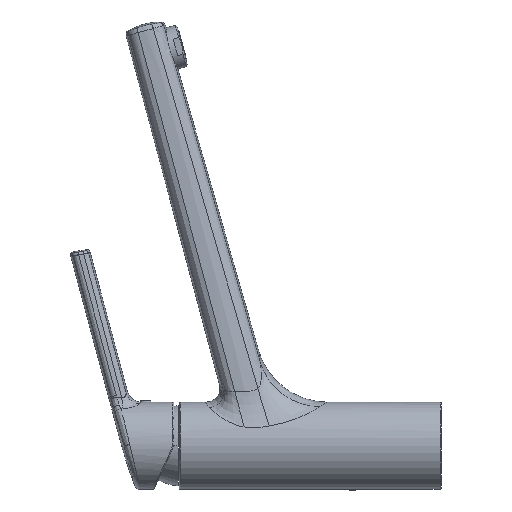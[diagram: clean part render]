
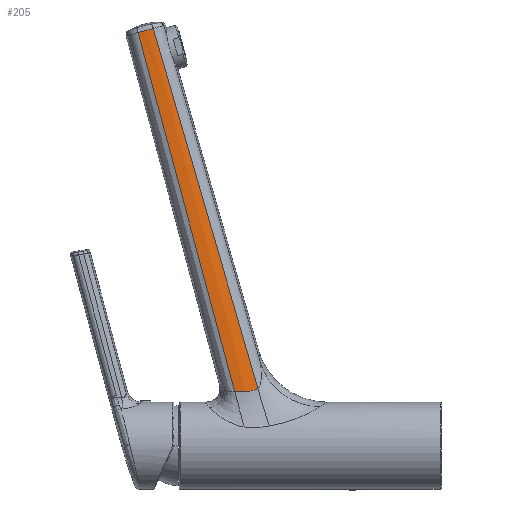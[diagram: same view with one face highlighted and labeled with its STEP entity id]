
A CAD part, left-side view. The second image highlights one B-rep face of the part: STEP entity #205.
In plain terms, the highlighted conical face has half-angle 0.3 degrees and reference radius 35.481 mm.
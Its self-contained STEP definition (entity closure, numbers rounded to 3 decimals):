
#205=ADVANCED_FACE('',(#444),#445,.T.);
#444=FACE_OUTER_BOUND('',#1395,.T.);
#445=CONICAL_SURFACE('',#1396,35.481,0.005);
#1395=EDGE_LOOP('',(#5780,#5781,#5782,#5783));
#1396=AXIS2_PLACEMENT_3D('',#5784,#5785,#5786);
#5780=ORIENTED_EDGE('',*,*,#6703,.T.);
#5781=ORIENTED_EDGE('',*,*,#6726,.F.);
#5782=ORIENTED_EDGE('',*,*,#6756,.F.);
#5783=ORIENTED_EDGE('',*,*,#6757,.T.);
#5784=CARTESIAN_POINT('',(18.25,35.094,131.289));
#5785=DIRECTION('',(-0.0,-0.259,-0.966));
#5786=DIRECTION('',(-1.0,0.0,0.0));
#6703=EDGE_CURVE('',#7219,#7217,#7220,.T.);
#6726=EDGE_CURVE('',#7256,#7217,#7257,.T.);
#6756=EDGE_CURVE('',#7304,#7256,#7307,.T.);
#6757=EDGE_CURVE('',#7304,#7219,#7308,.T.);
#7217=VERTEX_POINT('',#8183);
#7219=VERTEX_POINT('',#8188);
#7220=B_SPLINE_CURVE_WITH_KNOTS('',3,(#8189,#8190,#8191,#8192,#8193,#8194),.UNSPECIFIED.,.F.,.F.,(4,1,1,4),(0.0,0.333,0.667,1.0),.UNSPECIFIED.);
#7256=VERTEX_POINT('',#8612);
#7257=B_SPLINE_CURVE_WITH_KNOTS('',3,(#8613,#8614,#8615,#8616,#8617,#8618,#8619,#8620,#8621,#8622,#8623),.UNSPECIFIED.,.F.,.F.,(4,1,1,1,1,1,1,1,4),(0.0,0.125,0.25,0.375,0.5,0.625,0.75,0.875,1.0),.UNSPECIFIED.);
#7304=VERTEX_POINT('',#8954);
#7307=B_SPLINE_CURVE_WITH_KNOTS('',3,(#8996,#8997,#8998,#8999,#9000,#9001),.UNSPECIFIED.,.F.,.F.,(4,1,1,4),(0.0,0.333,0.667,1.0),.UNSPECIFIED.);
#7308=B_SPLINE_CURVE_WITH_KNOTS('',3,(#9002,#9003,#9004,#9005,#9006,#9007,#9008,#9009,#9010,#9011,#9012,#9013,#9014,#9015,#9016,#9017,#9018,#9019,#9020,#9021,#9022,#9023,#9024,#9025,#9026,#9027,#9028,#9029,#9030),.UNSPECIFIED.,.F.,.F.,(4,1,1,1,1,1,1,1,1,1,1,1,1,1,1,1,1,1,1,1,1,1,1,1,1,1,4),(0.0,0.038,0.077,0.115,0.154,0.192,0.231,0.269,0.308,0.346,0.385,0.423,0.462,0.5,0.538,0.577,0.615,0.654,0.692,0.731,0.769,0.808,0.846,0.885,0.923,0.962,1.0),.UNSPECIFIED.);
#8183=CARTESIAN_POINT('',(-16.419,58.258,234.2));
#8188=CARTESIAN_POINT('',(-16.699,-0.494,32.311));
#8189=CARTESIAN_POINT('',(-16.699,-0.494,32.311));
#8190=CARTESIAN_POINT('',(-16.699,6.026,54.707));
#8191=CARTESIAN_POINT('',(-16.678,19.071,99.526));
#8192=CARTESIAN_POINT('',(-16.584,38.69,166.942));
#8193=CARTESIAN_POINT('',(-16.481,51.737,211.785));
#8194=CARTESIAN_POINT('',(-16.419,58.258,234.2));
#8612=CARTESIAN_POINT('',(-16.38,66.777,231.881));
#8613=CARTESIAN_POINT('',(-16.38,66.777,231.881));
#8614=CARTESIAN_POINT('',(-16.428,66.425,231.976));
#8615=CARTESIAN_POINT('',(-16.512,65.719,232.169));
#8616=CARTESIAN_POINT('',(-16.605,64.655,232.459));
#8617=CARTESIAN_POINT('',(-16.663,63.588,232.749));
#8618=CARTESIAN_POINT('',(-16.685,62.518,233.04));
#8619=CARTESIAN_POINT('',(-16.672,61.449,233.331));
#8620=CARTESIAN_POINT('',(-16.624,60.381,233.622));
#8621=CARTESIAN_POINT('',(-16.542,59.316,233.912));
#8622=CARTESIAN_POINT('',(-16.463,58.61,234.104));
#8623=CARTESIAN_POINT('',(-16.419,58.258,234.2));
#8954=CARTESIAN_POINT('',(-17.518,12.516,30.55));
#8996=CARTESIAN_POINT('',(-17.518,12.516,30.55));
#8997=CARTESIAN_POINT('',(-17.392,18.529,52.856));
#8998=CARTESIAN_POINT('',(-17.14,30.566,97.509));
#8999=CARTESIAN_POINT('',(-16.76,48.654,164.625));
#9000=CARTESIAN_POINT('',(-16.507,60.732,209.448));
#9001=CARTESIAN_POINT('',(-16.38,66.777,231.881));
#9002=CARTESIAN_POINT('',(-17.518,12.516,30.55));
#9003=CARTESIAN_POINT('',(-17.536,12.362,30.545));
#9004=CARTESIAN_POINT('',(-17.572,12.035,30.531));
#9005=CARTESIAN_POINT('',(-17.625,11.483,30.508));
#9006=CARTESIAN_POINT('',(-17.674,10.879,30.485));
#9007=CARTESIAN_POINT('',(-17.717,10.231,30.465));
#9008=CARTESIAN_POINT('',(-17.75,9.545,30.456));
#9009=CARTESIAN_POINT('',(-17.772,8.822,30.447));
#9010=CARTESIAN_POINT('',(-17.78,8.078,30.425));
#9011=CARTESIAN_POINT('',(-17.774,7.33,30.412));
#9012=CARTESIAN_POINT('',(-17.754,6.59,30.419));
#9013=CARTESIAN_POINT('',(-17.72,5.874,30.455));
#9014=CARTESIAN_POINT('',(-17.674,5.191,30.513));
#9015=CARTESIAN_POINT('',(-17.62,4.55,30.569));
#9016=CARTESIAN_POINT('',(-17.559,3.963,30.636));
#9017=CARTESIAN_POINT('',(-17.495,3.429,30.714));
#9018=CARTESIAN_POINT('',(-17.428,2.94,30.805));
#9019=CARTESIAN_POINT('',(-17.36,2.491,30.907));
#9020=CARTESIAN_POINT('',(-17.29,2.074,31.02));
#9021=CARTESIAN_POINT('',(-17.22,1.685,31.141));
#9022=CARTESIAN_POINT('',(-17.148,1.319,31.271));
#9023=CARTESIAN_POINT('',(-17.076,0.979,31.411));
#9024=CARTESIAN_POINT('',(-17.007,0.669,31.555));
#9025=CARTESIAN_POINT('',(-16.94,0.39,31.7));
#9026=CARTESIAN_POINT('',(-16.876,0.139,31.848));
#9027=CARTESIAN_POINT('',(-16.815,-0.091,31.998));
#9028=CARTESIAN_POINT('',(-16.757,-0.301,32.151));
#9029=CARTESIAN_POINT('',(-16.718,-0.432,32.257));
#9030=CARTESIAN_POINT('',(-16.699,-0.494,32.311));
